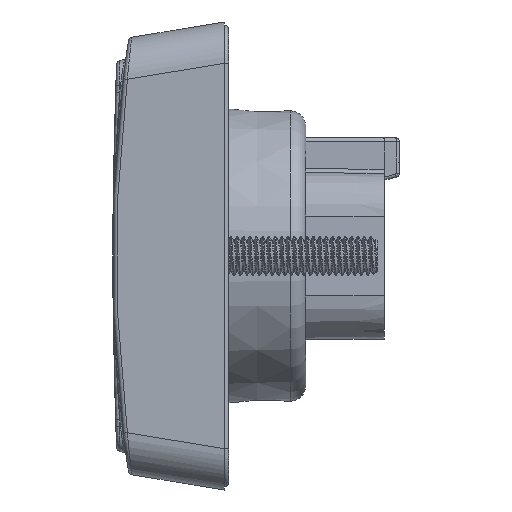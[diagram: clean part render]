
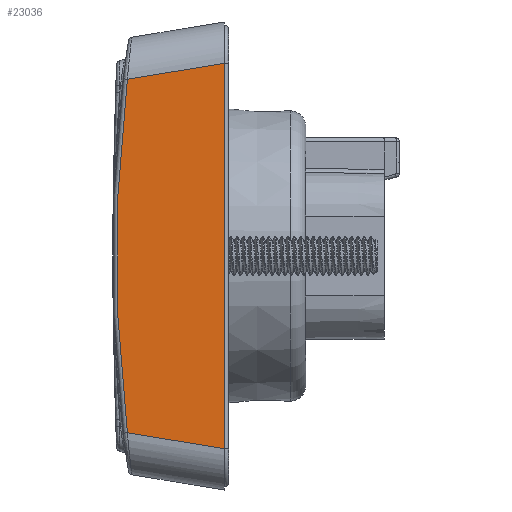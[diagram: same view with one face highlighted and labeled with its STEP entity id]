
A CAD part, left-side view. The second image highlights one B-rep face of the part: STEP entity #23036.
In plain terms, the highlighted planar face has unit normal (-1, 0, 0).
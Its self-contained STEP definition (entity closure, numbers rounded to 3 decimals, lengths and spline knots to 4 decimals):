
#495=CARTESIAN_POINT('',(-3.245,0.,-0.9473));
#505=DIRECTION('',(0.,0.,1.));
#506=VECTOR('',#505,1.8946);
#507=CARTESIAN_POINT('',(-3.245,0.,-0.9473));
#508=LINE('',#507,#506);
#517=CARTESIAN_POINT('',(-3.245,0.,0.9473));
#760=CARTESIAN_POINT('',(-3.245,0.4775,0.8686));
#772=CARTESIAN_POINT('',(-3.245,-6.6791,0.));
#773=DIRECTION('',(-1.,0.,0.));
#774=DIRECTION('',(0.,0.993,0.12));
#775=AXIS2_PLACEMENT_3D('',#772,#773,#774);
#777=DIRECTION('',(0.,0.987,-0.163));
#778=VECTOR('',#777,0.4839);
#779=CARTESIAN_POINT('',(-3.245,0.,0.9473));
#780=LINE('',#779,#778);
#781=DIRECTION('',(0.,-0.987,-0.163));
#782=VECTOR('',#781,0.4839);
#783=CARTESIAN_POINT('',(-3.245,0.4775,-0.8686));
#784=LINE('',#783,#782);
#17101=VERTEX_POINT('',#495);
#17104=VERTEX_POINT('',#517);
#17521=VERTEX_POINT('',#760);
#17523=CARTESIAN_POINT('',(-3.245,0.4775,-0.8686));
#17524=VERTEX_POINT('',#17523);
#23025=CARTESIAN_POINT('',(-3.245,0.,-1.15));
#23026=DIRECTION('',(-1.,0.,0.));
#23027=DIRECTION('',(0.,0.,1.));
#23028=AXIS2_PLACEMENT_3D('',#23025,#23026,#23027);
#23029=PLANE('',#23028);
#23030=ORIENTED_EDGE('',*,*,#23004,.F.);
#23031=ORIENTED_EDGE('',*,*,#22892,.F.);
#23032=ORIENTED_EDGE('',*,*,#22343,.F.);
#23033=ORIENTED_EDGE('',*,*,#22384,.F.);
#23034=EDGE_LOOP('',(#23030,#23031,#23032,#23033));
#23035=FACE_OUTER_BOUND('',#23034,.F.);
#776=CIRCLE('',#775,7.2091);
#22343=EDGE_CURVE('',#17101,#17104,#508,.T.);
#22384=EDGE_CURVE('',#17524,#17101,#784,.T.);
#22892=EDGE_CURVE('',#17104,#17521,#780,.T.);
#23004=EDGE_CURVE('',#17521,#17524,#776,.T.);
#23036=ADVANCED_FACE('',(#23035),#23029,.T.);
